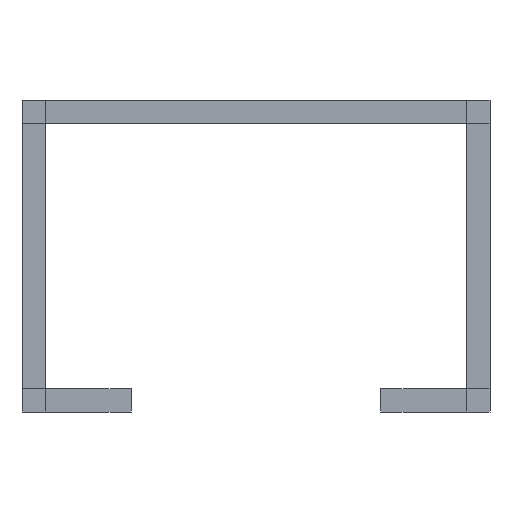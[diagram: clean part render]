
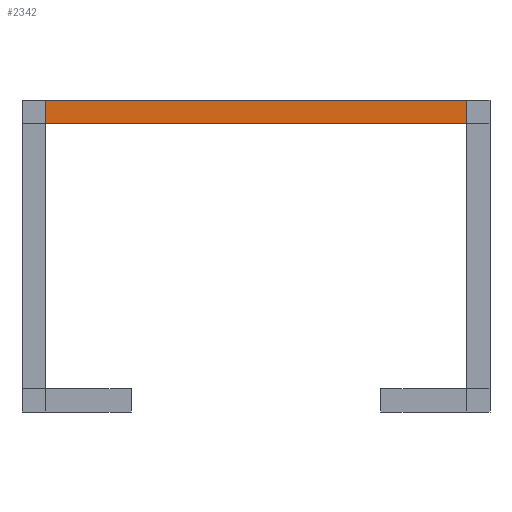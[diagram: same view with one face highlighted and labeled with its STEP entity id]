
A CAD part, front view. The second image highlights one B-rep face of the part: STEP entity #2342.
In plain terms, the highlighted planar face has unit normal (0, -1, 0).
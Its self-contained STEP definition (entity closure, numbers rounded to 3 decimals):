
#66 = AXIS2_PLACEMENT_3D ( 'NONE', #808, #2979, #2478 ) ;
#69 = EDGE_LOOP ( 'NONE', ( #1444, #658, #337, #3762 ) ) ;
#337 = ORIENTED_EDGE ( 'NONE', *, *, #785, .T. ) ;
#361 = VERTEX_POINT ( 'NONE', #3085 ) ;
#395 = PLANE ( 'NONE',  #66 ) ;
#457 = VECTOR ( 'NONE', #1247, 1000. ) ;
#488 = VERTEX_POINT ( 'NONE', #2407 ) ;
#519 = LINE ( 'NONE', #546, #2491 ) ;
#546 = CARTESIAN_POINT ( 'NONE',  ( -15., -800., -1.5 ) ) ;
#658 = ORIENTED_EDGE ( 'NONE', *, *, #4313, .T. ) ;
#785 = EDGE_CURVE ( 'NONE', #3859, #488, #4144, .T. ) ;
#789 = EDGE_CURVE ( 'NONE', #361, #488, #1573, .T. ) ;
#808 = CARTESIAN_POINT ( 'NONE',  ( -13.5, -800., -1.5 ) ) ;
#914 = CARTESIAN_POINT ( 'NONE',  ( -13.5, -800., -1.5 ) ) ;
#1247 = DIRECTION ( 'NONE',  ( 1., 0., 0. ) ) ;
#1252 = CARTESIAN_POINT ( 'NONE',  ( -15., -800., 0. ) ) ;
#1302 = CARTESIAN_POINT ( 'NONE',  ( 13.5, -800., -1.5 ) ) ;
#1311 = DIRECTION ( 'NONE',  ( 0., 0., 1. ) ) ;
#1444 = ORIENTED_EDGE ( 'NONE', *, *, #3502, .F. ) ;
#1573 = LINE ( 'NONE', #1252, #457 ) ;
#1959 = VERTEX_POINT ( 'NONE', #914 ) ;
#2132 = VECTOR ( 'NONE', #2914, 1000. ) ;
#2342 = ADVANCED_FACE ( 'NONE', ( #3026 ), #395, .T. ) ;
#2407 = CARTESIAN_POINT ( 'NONE',  ( 13.5, -800., 0. ) ) ;
#2432 = VECTOR ( 'NONE', #1311, 1000. ) ;
#2478 = DIRECTION ( 'NONE',  ( 0., 0., -1. ) ) ;
#2491 = VECTOR ( 'NONE', #3069, 1000. ) ;
#2914 = DIRECTION ( 'NONE',  ( 0., 0., 1. ) ) ;
#2979 = DIRECTION ( 'NONE',  ( 0., -1., 0. ) ) ;
#3026 = FACE_OUTER_BOUND ( 'NONE', #69, .T. ) ;
#3067 = LINE ( 'NONE', #4166, #2132 ) ;
#3069 = DIRECTION ( 'NONE',  ( 1., 0., 0. ) ) ;
#3085 = CARTESIAN_POINT ( 'NONE',  ( -13.5, -800., 0. ) ) ;
#3502 = EDGE_CURVE ( 'NONE', #1959, #361, #3067, .T. ) ;
#3762 = ORIENTED_EDGE ( 'NONE', *, *, #789, .F. ) ;
#3859 = VERTEX_POINT ( 'NONE', #4357 ) ;
#4144 = LINE ( 'NONE', #1302, #2432 ) ;
#4166 = CARTESIAN_POINT ( 'NONE',  ( -13.5, -800., -1.5 ) ) ;
#4313 = EDGE_CURVE ( 'NONE', #1959, #3859, #519, .T. ) ;
#4357 = CARTESIAN_POINT ( 'NONE',  ( 13.5, -800., -1.5 ) ) ;
